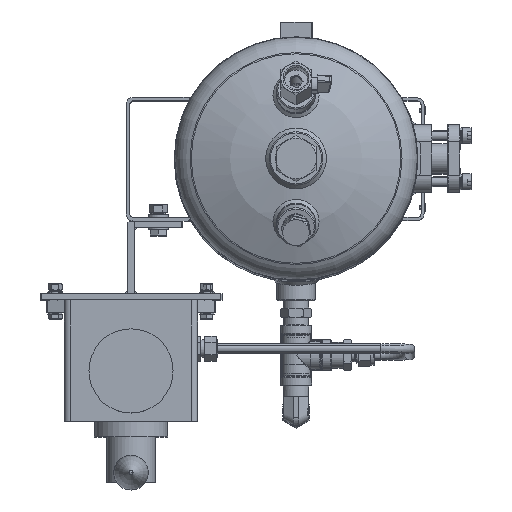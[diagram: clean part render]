
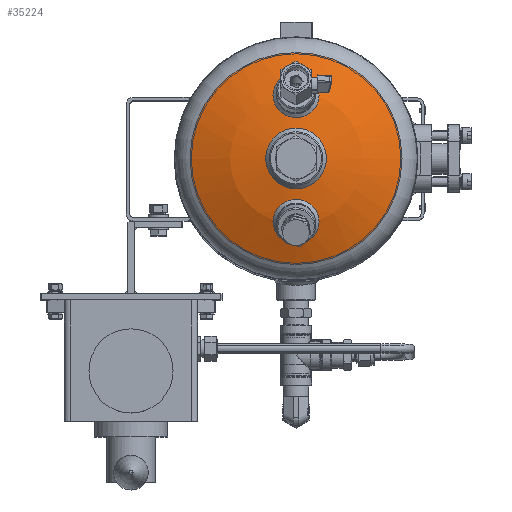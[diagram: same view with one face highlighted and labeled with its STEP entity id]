
A CAD part, top view. The second image highlights one B-rep face of the part: STEP entity #35224.
In plain terms, the highlighted spherical face has radius 202.3 mm.
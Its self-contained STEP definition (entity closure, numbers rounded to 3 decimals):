
#256=SPHERICAL_SURFACE('',#42408,202.3);
#9066=ORIENTED_EDGE('',*,*,#19094,.T.);
#9067=ORIENTED_EDGE('',*,*,#19098,.T.);
#9068=ORIENTED_EDGE('',*,*,#19099,.F.);
#9069=ORIENTED_EDGE('',*,*,#19100,.F.);
#19094=EDGE_CURVE('',#24171,#24171,#27712,.T.);
#19098=EDGE_CURVE('',#24175,#24175,#27716,.T.);
#19099=EDGE_CURVE('',#24176,#24176,#27717,.T.);
#19100=EDGE_CURVE('',#24177,#24177,#27718,.F.);
#24171=VERTEX_POINT('',#54836);
#24175=VERTEX_POINT('',#54846);
#24176=VERTEX_POINT('',#54848);
#24177=VERTEX_POINT('',#54850);
#27712=CIRCLE('',#42403,15.);
#27716=CIRCLE('',#42409,15.);
#27717=CIRCLE('',#42410,87.326);
#27718=CIRCLE('',#42411,20.);
#28892=EDGE_LOOP('',(#9066));
#28893=EDGE_LOOP('',(#9067));
#28894=EDGE_LOOP('',(#9068));
#28895=EDGE_LOOP('',(#9069));
#31833=FACE_BOUND('',#28892,.T.);
#31834=FACE_BOUND('',#28893,.T.);
#31835=FACE_BOUND('',#28894,.T.);
#31836=FACE_BOUND('',#28895,.T.);
#35224=ADVANCED_FACE('',(#31833,#31834,#31835,#31836),#256,.T.);
#42403=AXIS2_PLACEMENT_3D('',#54835,#45968,#45969);
#42408=AXIS2_PLACEMENT_3D('',#54844,#45978,#45979);
#42409=AXIS2_PLACEMENT_3D('',#54845,#45980,#45981);
#42410=AXIS2_PLACEMENT_3D('',#54847,#45982,#45983);
#42411=AXIS2_PLACEMENT_3D('',#54849,#45984,#45985);
#45968=DIRECTION('',(0.259,0.,-0.966));
#45969=DIRECTION('',(0.966,0.,0.259));
#45978=DIRECTION('',(0.,0.,-1.));
#45979=DIRECTION('',(1.,0.,0.));
#45980=DIRECTION('',(-0.259,0.,-0.966));
#45981=DIRECTION('',(-0.966,0.,0.259));
#45982=DIRECTION('',(0.,0.,-1.));
#45983=DIRECTION('',(-1.,0.,0.));
#45984=DIRECTION('',(0.,0.,-1.));
#45985=DIRECTION('',(-1.,0.,0.));
#54835=CARTESIAN_POINT('',(-52.215,0.,46.028));
#54836=CARTESIAN_POINT('',(-37.726,0.,49.911));
#54844=CARTESIAN_POINT('',(0.,0.,-148.841));
#54845=CARTESIAN_POINT('',(52.215,0.,46.028));
#54846=CARTESIAN_POINT('',(37.726,0.,49.911));
#54847=CARTESIAN_POINT('',(0.,0.,33.641));
#54848=CARTESIAN_POINT('',(-87.326,0.,33.641));
#54849=CARTESIAN_POINT('',(0.,0.,52.468));
#54850=CARTESIAN_POINT('',(-20.,0.,52.468));
